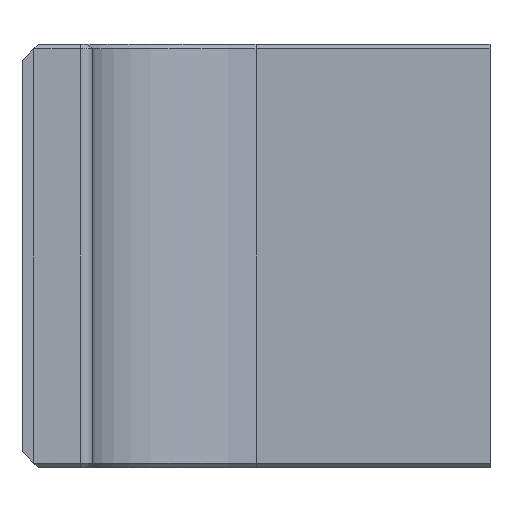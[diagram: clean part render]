
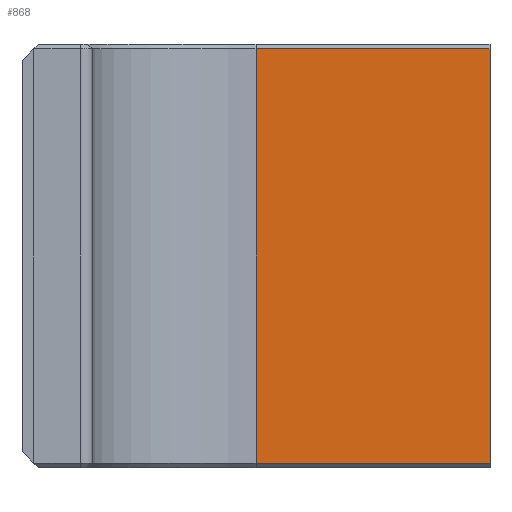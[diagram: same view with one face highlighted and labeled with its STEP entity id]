
A CAD part, front view. The second image highlights one B-rep face of the part: STEP entity #868.
In plain terms, the highlighted planar face has unit normal (0, -1, 0).
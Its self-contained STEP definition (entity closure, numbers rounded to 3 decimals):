
#81=FACE_OUTER_BOUND('',#134,.T.);
#134=EDGE_LOOP('',(#641,#642,#643,#644));
#221=LINE('',#1325,#318);
#222=LINE('',#1328,#319);
#223=LINE('',#1330,#320);
#224=LINE('',#1331,#321);
#318=VECTOR('',#1074,10.);
#319=VECTOR('',#1077,10.);
#320=VECTOR('',#1078,10.);
#321=VECTOR('',#1079,10.);
#402=VERTEX_POINT('',#1315);
#404=VERTEX_POINT('',#1321);
#406=VERTEX_POINT('',#1327);
#407=VERTEX_POINT('',#1329);
#495=EDGE_CURVE('',#402,#404,#221,.T.);
#496=EDGE_CURVE('',#406,#402,#222,.T.);
#497=EDGE_CURVE('',#407,#406,#223,.T.);
#498=EDGE_CURVE('',#404,#407,#224,.T.);
#641=ORIENTED_EDGE('',*,*,#495,.F.);
#642=ORIENTED_EDGE('',*,*,#496,.F.);
#643=ORIENTED_EDGE('',*,*,#497,.F.);
#644=ORIENTED_EDGE('',*,*,#498,.F.);
#828=PLANE('',#939);
#868=ADVANCED_FACE('',(#81),#828,.T.);
#939=AXIS2_PLACEMENT_3D('',#1326,#1075,#1076);
#1074=DIRECTION('',(1.,0.,0.));
#1075=DIRECTION('center_axis',(0.,-1.,0.));
#1076=DIRECTION('ref_axis',(0.,0.,-1.));
#1077=DIRECTION('',(0.,0.,1.));
#1078=DIRECTION('',(-1.,0.,0.));
#1079=DIRECTION('',(0.,0.,-1.));
#1315=CARTESIAN_POINT('',(-0.7,20.3,35.825));
#1321=CARTESIAN_POINT('',(19.3,20.3,35.825));
#1325=CARTESIAN_POINT('',(-19.7,20.3,35.825));
#1326=CARTESIAN_POINT('Origin',(-19.7,20.3,36.225));
#1327=CARTESIAN_POINT('',(-0.7,20.3,0.4));
#1328=CARTESIAN_POINT('',(-0.7,20.3,27.169));
#1329=CARTESIAN_POINT('',(19.3,20.3,0.4));
#1330=CARTESIAN_POINT('',(-19.7,20.3,0.4));
#1331=CARTESIAN_POINT('',(19.3,20.3,0.));
